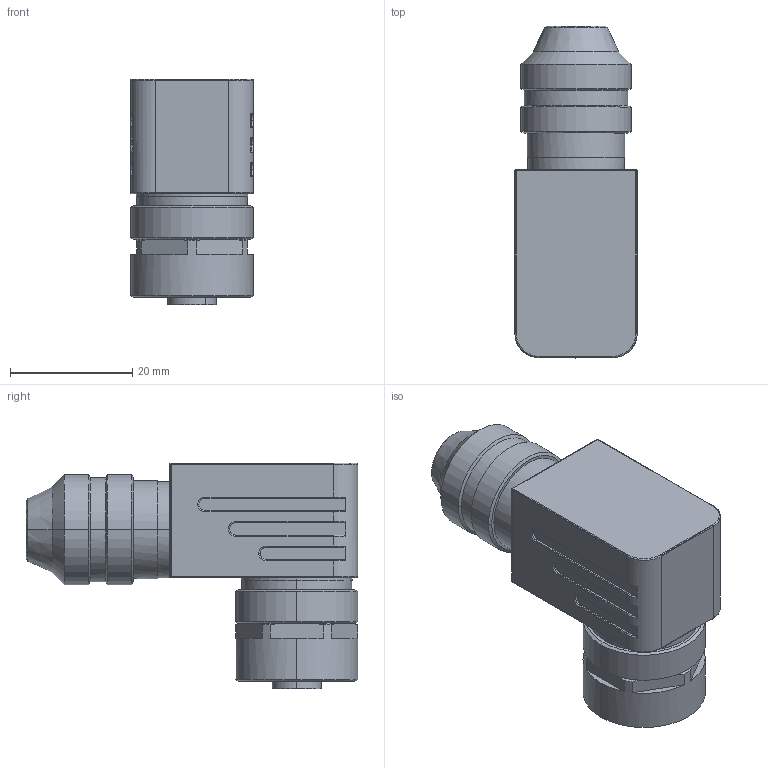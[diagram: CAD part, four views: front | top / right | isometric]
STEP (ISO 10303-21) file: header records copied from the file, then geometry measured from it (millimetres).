
FILE_DESCRIPTION(('CATIA V5 STEP Exchange','CAx-IF Rec.Pracs.--- Model Styling and Organization---1.4--- 2014-01-23'),'2;1');
FILE_NAME ('022235-4_0', '2020-06-30T08:18:00+00:00', ('none'), ('Weidmueller'), 'CATIA Version 5-6 Release 2016 SP3 HF44', 'CATIA V5 STEP AP214', 'none');
FILE_SCHEMA(('AUTOMOTIVE_DESIGN { 1 0 10303 214 1 1 1 1 }'));
Length unit declared in the file: millimetre
Products named in the file (1): 1803910000
Bounding box: 20 x 54.25 x 36.9 mm (x, y, z)
Volume: 20116.1 mm3; surface area: 7019.1 mm2
Topology: 2 solids, 3 shells, 238 faces, 592 edges, 366 vertices
Faces by surface type: cylinder 103, plane 69, torus 28, cone 26, bspline 8, sphere 4
Entity records: 7416 total; most frequent: CARTESIAN_POINT 2113, ORIENTED_EDGE 1172, DIRECTION 903, EDGE_CURVE 586, AXIS2_PLACEMENT_3D 470, VERTEX_POINT 366, CIRCLE 262, EDGE_LOOP 258
